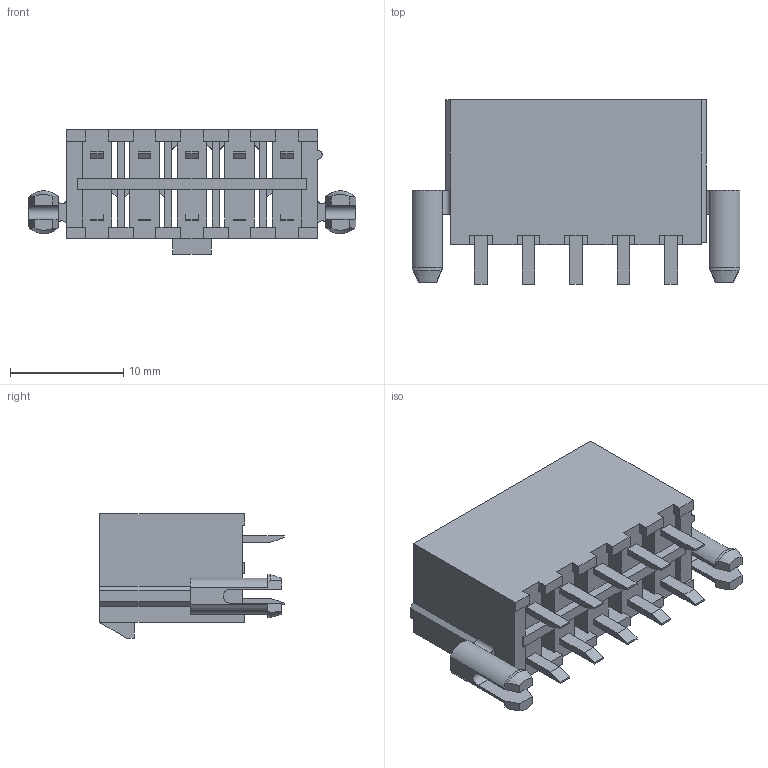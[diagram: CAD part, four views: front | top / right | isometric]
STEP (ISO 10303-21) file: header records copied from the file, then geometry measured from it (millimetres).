
FILE_DESCRIPTION((''),'2;1');
FILE_NAME('039289108','2015-02-16T',('me'),(''),'PRO/ENGINEER BY PARAMETRIC TECHNOLOGY CORPORATION, 2011490','PRO/ENGINEER BY PARAMETRIC TECHNOLOGY CORPORATION, 2011490','');
FILE_SCHEMA(('CONFIG_CONTROL_DESIGN'));
Length unit declared in the file: millimetre
Products named in the file (1): 039289108
Bounding box: 28.98 x 16.3 x 11 mm (x, y, z)
Volume: 1564.2 mm3; surface area: 3400.4 mm2
Topology: 1 solids, 1 shells, 338 faces, 1015 edges, 680 vertices
Faces by surface type: plane 319, cylinder 15, cone 4
Entity records: 11288 total; most frequent: CARTESIAN_POINT 2054, ORIENTED_EDGE 1978, DIRECTION 1735, EDGE_CURVE 989, VECTOR 941, LINE 941, VERTEX_POINT 652, AXIS2_PLACEMENT_3D 397
